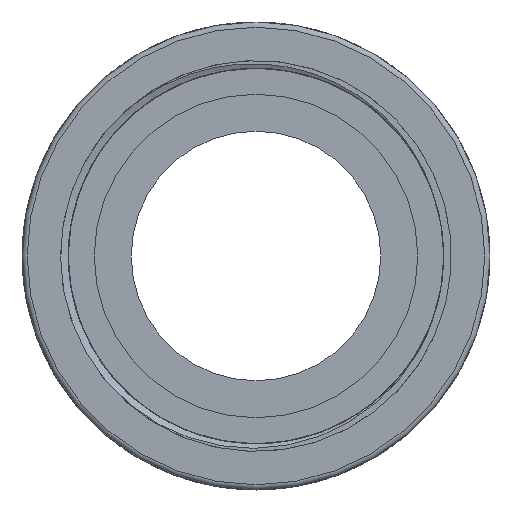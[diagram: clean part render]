
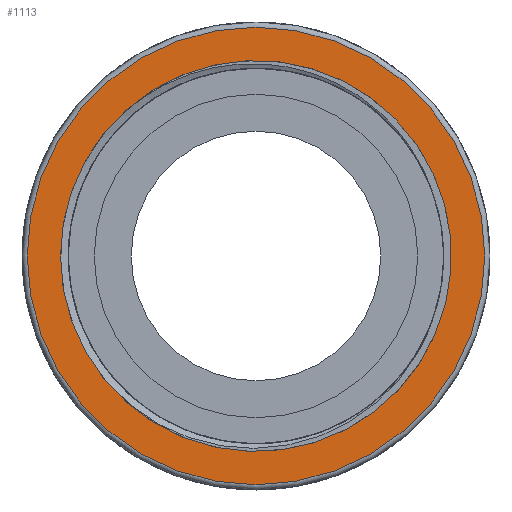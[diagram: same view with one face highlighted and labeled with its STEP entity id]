
A CAD part, front view. The second image highlights one B-rep face of the part: STEP entity #1113.
In plain terms, the highlighted planar face has unit normal (0, -1, 0).
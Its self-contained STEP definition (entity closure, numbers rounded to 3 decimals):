
#1113=ADVANCED_FACE('',(#3536,#3537),#1690,.T.);
#1690=PLANE('',#12168);
#2232=CIRCLE('',#12165,44.);
#2233=CIRCLE('',#12167,37.592);
#3536=FACE_BOUND('',#3793,.T.);
#3537=FACE_BOUND('',#3794,.T.);
#3793=EDGE_LOOP('',(#5428));
#3794=EDGE_LOOP('',(#5429));
#5428=ORIENTED_EDGE('',*,*,#9823,.T.);
#5429=ORIENTED_EDGE('',*,*,#9824,.T.);
#8511=VERTEX_POINT('',#18187);
#8512=VERTEX_POINT('',#18190);
#9823=EDGE_CURVE('',#8511,#8511,#2232,.T.);
#9824=EDGE_CURVE('',#8512,#8512,#2233,.T.);
#12165=AXIS2_PLACEMENT_3D('',#18186,#13518,#13519);
#12167=AXIS2_PLACEMENT_3D('',#18189,#13522,#13523);
#12168=AXIS2_PLACEMENT_3D('',#18191,#13524,#13525);
#13518=DIRECTION('',(0.,-1.,0.));
#13519=DIRECTION('',(-1.,0.,0.));
#13522=DIRECTION('',(0.,1.,0.));
#13523=DIRECTION('',(-1.,0.,0.));
#13524=DIRECTION('',(0.,-1.,0.));
#13525=DIRECTION('',(-1.,0.,0.));
#18186=CARTESIAN_POINT('',(-180.,-16.535,496.535));
#18187=CARTESIAN_POINT('',(-224.,-16.535,496.535));
#18189=CARTESIAN_POINT('',(-180.,-16.535,496.535));
#18190=CARTESIAN_POINT('',(-217.592,-16.535,496.535));
#18191=CARTESIAN_POINT('',(-180.,-16.535,496.535));
